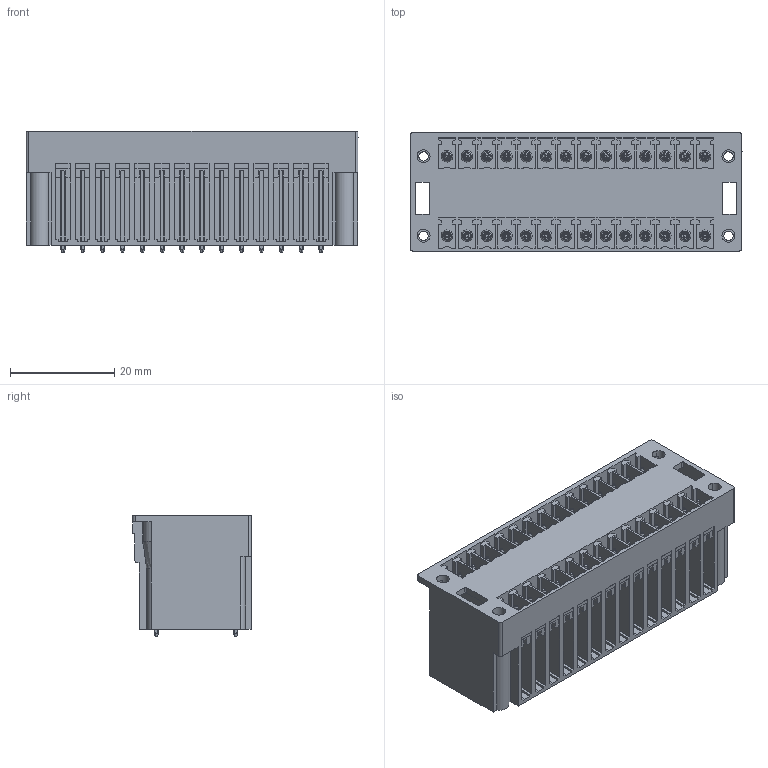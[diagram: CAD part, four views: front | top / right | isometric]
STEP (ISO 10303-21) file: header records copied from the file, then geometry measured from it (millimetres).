
FILE_DESCRIPTION(('CATIA V5 STEP Exchange','CAx-IF Rec.Pracs.--- Model Styling and Organization---1.2---2011-12-15'),'2;1');
FILE_NAME ('D1447211_0', '2018-10-05T10:26:57+00:00', ('none'), ('Weidmueller'), 'CATIA Version 5-6 Release 2014', 'CATIA V5 STEP AP214', 'none');
FILE_SCHEMA(('AUTOMOTIVE_DESIGN { 1 0 10303 214 1 1 1 1 }'));
Products named in the file (1): 1032050000
Bounding box: 63.73 x 22.7 x 23.4 mm (x, y, z)
Volume: 22815.9 mm3; surface area: 16769.3 mm2
Topology: 29 solids, 29 shells, 1656 faces, 4510 edges, 2986 vertices
Faces by surface type: plane 1068, cylinder 350, cone 182, torus 56
Entity records: 53343 total; most frequent: CARTESIAN_POINT 15687, ORIENTED_EDGE 9020, DIRECTION 5601, EDGE_CURVE 4510, VECTOR 3112, LINE 3112, VERTEX_POINT 2986, EDGE_LOOP 1826
